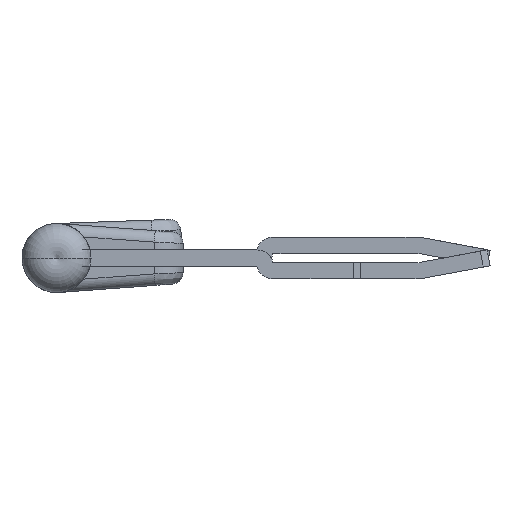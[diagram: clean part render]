
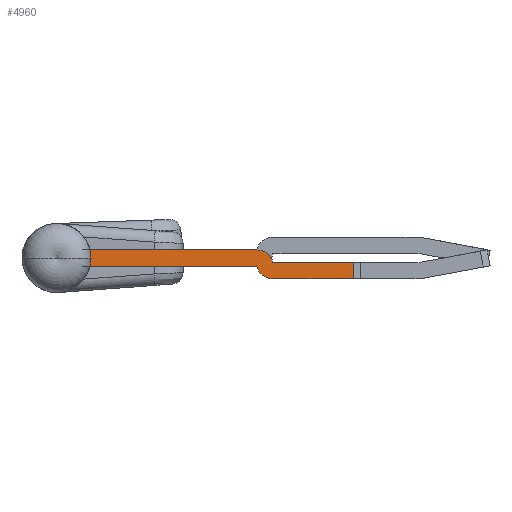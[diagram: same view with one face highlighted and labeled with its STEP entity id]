
A CAD part, left-side view. The second image highlights one B-rep face of the part: STEP entity #4960.
In plain terms, the highlighted face is planar.
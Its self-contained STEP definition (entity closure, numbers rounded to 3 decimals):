
#136 = ORIENTED_EDGE ( 'NONE', *, *, #901, .T. ) ;
#168 = CARTESIAN_POINT ( 'NONE',  ( 1.75, -5.2, 0.55 ) ) ;
#251 = CARTESIAN_POINT ( 'NONE',  ( 1.75, -5.2, -0.154 ) ) ;
#264 = EDGE_CURVE ( 'NONE', #381, #524, #2420, .T. ) ;
#324 = CARTESIAN_POINT ( 'NONE',  ( 1.75, -5.2, -0.154 ) ) ;
#377 = AXIS2_PLACEMENT_3D ( 'NONE', #4677, #5089, #2543 ) ;
#381 = VERTEX_POINT ( 'NONE', #921 ) ;
#524 = VERTEX_POINT ( 'NONE', #168 ) ;
#552 = DIRECTION ( 'NONE',  ( 0., 1., 0. ) ) ;
#901 = EDGE_CURVE ( 'NONE', #4304, #2788, #3317, .T. ) ;
#921 = CARTESIAN_POINT ( 'NONE',  ( 1.75, -1.694, 0.55 ) ) ;
#1081 = DIRECTION ( 'NONE',  ( 0., 1., 0. ) ) ;
#1106 = ORIENTED_EDGE ( 'NONE', *, *, #5587, .T. ) ;
#1246 = ORIENTED_EDGE ( 'NONE', *, *, #5339, .T. ) ;
#1392 = ORIENTED_EDGE ( 'NONE', *, *, #4533, .T. ) ;
#1552 = CARTESIAN_POINT ( 'NONE',  ( 1.75, -1.01, 0. ) ) ;
#1582 = VECTOR ( 'NONE', #2870, 1000. ) ;
#1633 = CARTESIAN_POINT ( 'NONE',  ( 1.75, -1.022, 0. ) ) ;
#1672 = AXIS2_PLACEMENT_3D ( 'NONE', #4522, #1975, #4942 ) ;
#1719 = EDGE_CURVE ( 'NONE', #2055, #2246, #4061, .T. ) ;
#1842 = EDGE_CURVE ( 'NONE', #2788, #2246, #3537, .T. ) ;
#1975 = DIRECTION ( 'NONE',  ( 1., 0., 0. ) ) ;
#2055 = VERTEX_POINT ( 'NONE', #4489 ) ;
#2101 = DIRECTION ( 'NONE',  ( 0., 1., 0. ) ) ;
#2162 = LINE ( 'NONE', #251, #5385 ) ;
#2190 = ORIENTED_EDGE ( 'NONE', *, *, #264, .T. ) ;
#2228 = LINE ( 'NONE', #3266, #5447 ) ;
#2246 = VERTEX_POINT ( 'NONE', #4174 ) ;
#2420 = LINE ( 'NONE', #2866, #1582 ) ;
#2508 = PLANE ( 'NONE',  #377 ) ;
#2515 = VERTEX_POINT ( 'NONE', #324 ) ;
#2543 = DIRECTION ( 'NONE',  ( 0., 1., 0. ) ) ;
#2729 = AXIS2_PLACEMENT_3D ( 'NONE', #1633, #4643, #2101 ) ;
#2775 = ORIENTED_EDGE ( 'NONE', *, *, #1842, .T. ) ;
#2786 = CIRCLE ( 'NONE', #2729, 0.7 ) ;
#2788 = VERTEX_POINT ( 'NONE', #3268 ) ;
#2866 = CARTESIAN_POINT ( 'NONE',  ( 1.75, -1.694, 0.55 ) ) ;
#2868 = CARTESIAN_POINT ( 'NONE',  ( 1.75, -1.705, -0.154 ) ) ;
#2869 = CARTESIAN_POINT ( 'NONE',  ( 1.75, -1.01, -0.7 ) ) ;
#2870 = DIRECTION ( 'NONE',  ( 0., -1., 0. ) ) ;
#2883 = VECTOR ( 'NONE', #1081, 1000. ) ;
#2916 = ORIENTED_EDGE ( 'NONE', *, *, #1719, .F. ) ;
#2957 = CARTESIAN_POINT ( 'NONE',  ( 1.75, 6.99, -0.7 ) ) ;
#2976 = VERTEX_POINT ( 'NONE', #2868 ) ;
#3004 = ORIENTED_EDGE ( 'NONE', *, *, #4261, .T. ) ;
#3266 = CARTESIAN_POINT ( 'NONE',  ( 1.75, -8.005, -0.154 ) ) ;
#3268 = CARTESIAN_POINT ( 'NONE',  ( 1.75, 6.99, -0.7 ) ) ;
#3317 = LINE ( 'NONE', #2869, #4955 ) ;
#3446 = DIRECTION ( 'NONE',  ( 0., 0., -1. ) ) ;
#3537 = LINE ( 'NONE', #2957, #4748 ) ;
#3748 = CARTESIAN_POINT ( 'NONE',  ( 1.75, -1.01, -0.7 ) ) ;
#4061 = LINE ( 'NONE', #1552, #2883 ) ;
#4164 = CIRCLE ( 'NONE', #1672, 0.7 ) ;
#4174 = CARTESIAN_POINT ( 'NONE',  ( 1.75, 6.99, 0. ) ) ;
#4261 = EDGE_CURVE ( 'NONE', #2055, #381, #4164, .T. ) ;
#4304 = VERTEX_POINT ( 'NONE', #3748 ) ;
#4433 = DIRECTION ( 'NONE',  ( 0., 1., 0. ) ) ;
#4489 = CARTESIAN_POINT ( 'NONE',  ( 1.75, -1.01, 0. ) ) ;
#4522 = CARTESIAN_POINT ( 'NONE',  ( 1.75, -1.694, -0.15 ) ) ;
#4533 = EDGE_CURVE ( 'NONE', #2976, #4304, #2786, .T. ) ;
#4643 = DIRECTION ( 'NONE',  ( 1., 0., 0. ) ) ;
#4648 = DIRECTION ( 'NONE',  ( 0., 0., 1. ) ) ;
#4677 = CARTESIAN_POINT ( 'NONE',  ( 1.75, -1.01, -0.7 ) ) ;
#4701 = EDGE_LOOP ( 'NONE', ( #2190, #1106, #1246, #1392, #136, #2775, #2916, #3004 ) ) ;
#4748 = VECTOR ( 'NONE', #4648, 1000. ) ;
#4942 = DIRECTION ( 'NONE',  ( 0., 1., 0. ) ) ;
#4955 = VECTOR ( 'NONE', #4433, 1000. ) ;
#4960 = ADVANCED_FACE ( 'NONE', ( #5406 ), #2508, .T. ) ;
#5089 = DIRECTION ( 'NONE',  ( 1., 0., 0. ) ) ;
#5339 = EDGE_CURVE ( 'NONE', #2515, #2976, #2228, .T. ) ;
#5385 = VECTOR ( 'NONE', #3446, 1000. ) ;
#5406 = FACE_OUTER_BOUND ( 'NONE', #4701, .T. ) ;
#5447 = VECTOR ( 'NONE', #552, 1000. ) ;
#5587 = EDGE_CURVE ( 'NONE', #524, #2515, #2162, .T. ) ;
